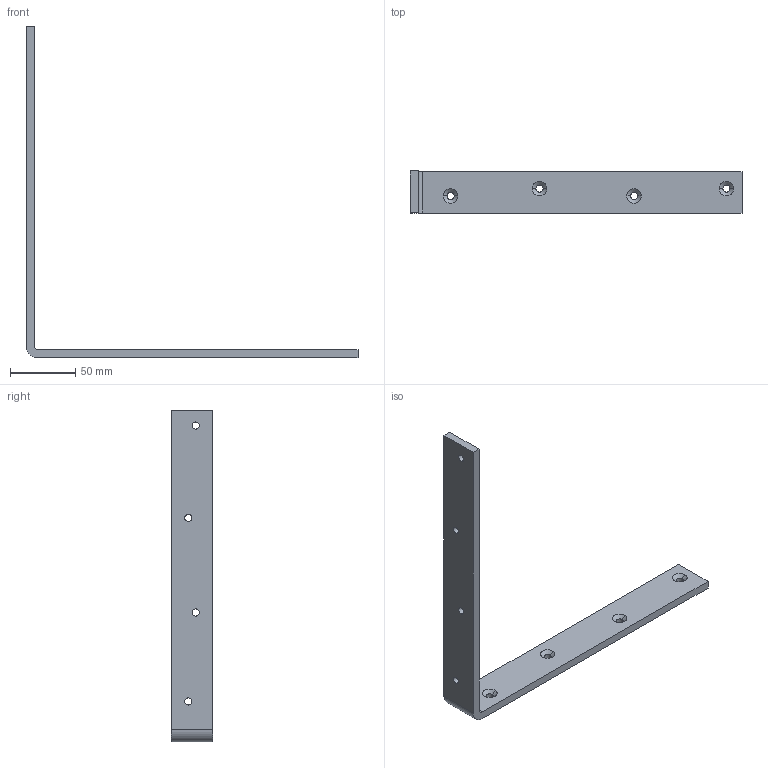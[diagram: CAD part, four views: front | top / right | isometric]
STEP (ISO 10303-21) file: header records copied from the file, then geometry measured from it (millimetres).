
FILE_DESCRIPTION (( 'STEP AP203' ), '1' );
FILE_NAME ('1556A22_Zinc-Plated Steel Corner Bracket.STEP', '2021-07-10T03:50:58', ( 'Administrator' ), ( 'Managed by Terraform' ), 'SwSTEP 2.0', 'SolidWorks 2017', '' );
FILE_SCHEMA (( 'CONFIG_CONTROL_DESIGN' ));
Length unit declared in the file: inch
Products named in the file (1): 1556A22_Zinc-Plated Steel Corner Bracket
Bounding box: 254 x 31.75 x 254 mm (x, y, z)
Volume: 98748.9 mm3; surface area: 38771.9 mm2
Topology: 1 solids, 1 shells, 42 faces, 104 edges, 64 vertices
Faces by surface type: cylinder 18, cone 16, plane 8
Entity records: 1363 total; most frequent: DIRECTION 242, CARTESIAN_POINT 211, ORIENTED_EDGE 208, EDGE_CURVE 104, AXIS2_PLACEMENT_3D 95, VERTEX_POINT 64, EDGE_LOOP 58, CIRCLE 52
